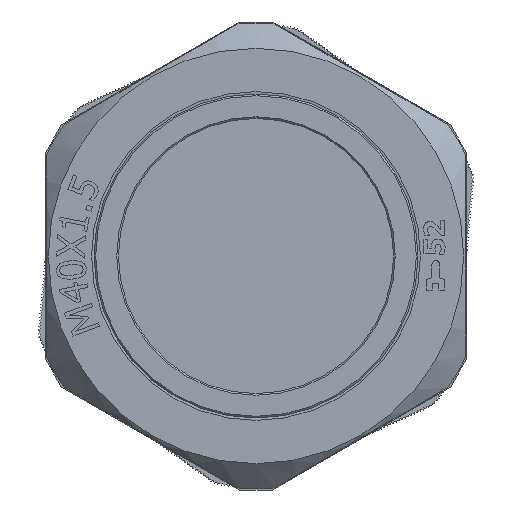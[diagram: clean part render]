
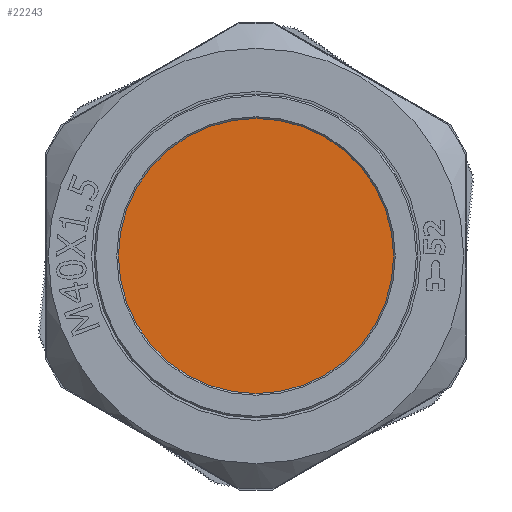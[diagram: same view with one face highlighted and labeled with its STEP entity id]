
A CAD part, front view. The second image highlights one B-rep face of the part: STEP entity #22243.
In plain terms, the highlighted planar face has unit normal (0, -1, 0).
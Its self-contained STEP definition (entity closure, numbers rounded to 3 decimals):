
#959=CIRCLE('',#23450,16.9);
#1063=FACE_OUTER_BOUND('',#2245,.T.);
#2245=EDGE_LOOP('',(#14328));
#8597=VERTEX_POINT('',#29675);
#10889=EDGE_CURVE('',#8597,#8597,#959,.T.);
#14328=ORIENTED_EDGE('',*,*,#10889,.F.);
#21197=PLANE('',#23449);
#22243=ADVANCED_FACE('',(#1063),#21197,.T.);
#23449=AXIS2_PLACEMENT_3D('',#29674,#24679,#24680);
#23450=AXIS2_PLACEMENT_3D('',#29676,#24681,#24682);
#24679=DIRECTION('center_axis',(0.,-1.,0.));
#24680=DIRECTION('ref_axis',(0.,0.,-1.));
#24681=DIRECTION('center_axis',(0.,1.,0.));
#24682=DIRECTION('ref_axis',(1.,0.,0.));
#29674=CARTESIAN_POINT('Origin',(43.455,39.812,-2.828));
#29675=CARTESIAN_POINT('',(26.555,39.812,-2.828));
#29676=CARTESIAN_POINT('Origin',(43.455,39.812,-2.828));
